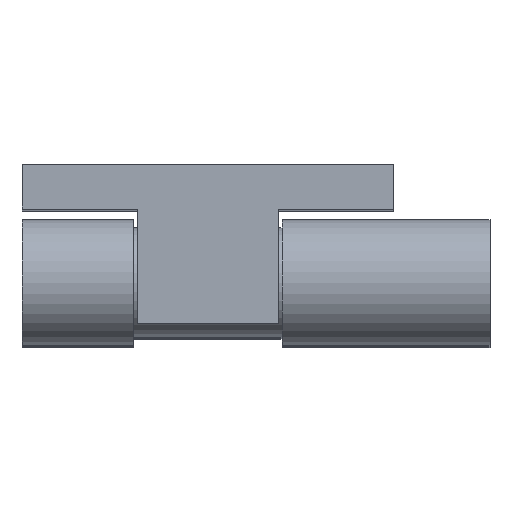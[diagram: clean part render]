
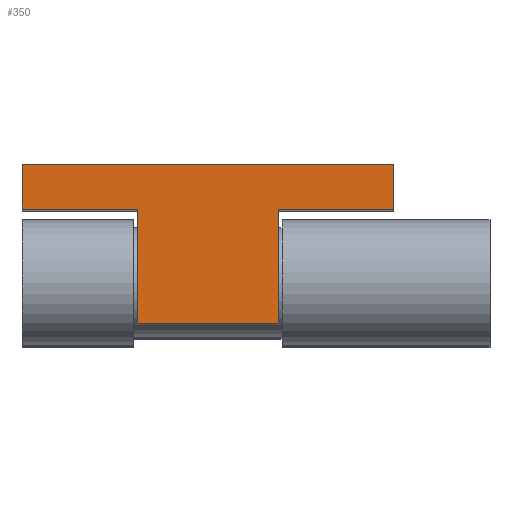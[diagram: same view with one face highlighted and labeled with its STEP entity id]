
A CAD part, top view. The second image highlights one B-rep face of the part: STEP entity #350.
In plain terms, the highlighted planar face has unit normal (0, 0, 1).
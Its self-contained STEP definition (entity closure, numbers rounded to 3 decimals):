
#350=ADVANCED_FACE('',(#875),#876,.T.);
#875=FACE_OUTER_BOUND('',#1608,.T.);
#876=PLANE('',#1609);
#1608=EDGE_LOOP('',(#2603,#2604,#2605,#2606,#2607,#2608,#2609,#2610));
#1609=AXIS2_PLACEMENT_3D('',#2611,#2612,#2613);
#2603=ORIENTED_EDGE('',*,*,#4268,.F.);
#2604=ORIENTED_EDGE('',*,*,#4288,.F.);
#2605=ORIENTED_EDGE('',*,*,#4284,.F.);
#2606=ORIENTED_EDGE('',*,*,#4280,.F.);
#2607=ORIENTED_EDGE('',*,*,#4182,.F.);
#2608=ORIENTED_EDGE('',*,*,#4208,.F.);
#2609=ORIENTED_EDGE('',*,*,#4278,.F.);
#2610=ORIENTED_EDGE('',*,*,#4273,.F.);
#2611=CARTESIAN_POINT('',(0.,0.854,7.62));
#2612=DIRECTION('',(0.0,0.0,1.0));
#2613=DIRECTION('',(1.0,0.0,0.0));
#4182=EDGE_CURVE('',#4965,#4967,#4968,.T.);
#4208=EDGE_CURVE('',#5010,#4965,#5012,.T.);
#4268=EDGE_CURVE('',#5088,#5089,#5090,.T.);
#4273=EDGE_CURVE('',#5089,#5097,#5098,.T.);
#4278=EDGE_CURVE('',#5097,#5010,#5104,.T.);
#4280=EDGE_CURVE('',#4967,#5106,#5107,.T.);
#4284=EDGE_CURVE('',#5106,#5112,#5113,.T.);
#4288=EDGE_CURVE('',#5112,#5088,#5118,.T.);
#4965=VERTEX_POINT('',#6048);
#4967=VERTEX_POINT('',#6051);
#4968=LINE('',#6052,#6053);
#5010=VERTEX_POINT('',#6113);
#5012=LINE('',#6116,#6117);
#5088=VERTEX_POINT('',#6225);
#5089=VERTEX_POINT('',#6226);
#5090=LINE('',#6227,#6228);
#5097=VERTEX_POINT('',#6238);
#5098=LINE('',#6239,#6240);
#5104=LINE('',#6249,#6250);
#5106=VERTEX_POINT('',#6252);
#5107=LINE('',#6253,#6254);
#5112=VERTEX_POINT('',#6261);
#5113=LINE('',#6262,#6263);
#5118=LINE('',#6270,#6271);
#6048=CARTESIAN_POINT('',(-0.95,-0.55,7.62));
#6051=CARTESIAN_POINT('',(-0.95,0.99,7.62));
#6052=CARTESIAN_POINT('',(-0.95,-0.55,7.62));
#6053=VECTOR('',#7304,1.0);
#6113=CARTESIAN_POINT('',(0.95,-0.55,7.62));
#6116=CARTESIAN_POINT('',(0.95,-0.55,7.62));
#6117=VECTOR('',#7339,1.0);
#6225=CARTESIAN_POINT('',(2.5,1.59,7.62));
#6226=CARTESIAN_POINT('',(2.5,0.99,7.62));
#6227=CARTESIAN_POINT('',(2.5,1.59,7.62));
#6228=VECTOR('',#7387,1.0);
#6238=CARTESIAN_POINT('',(0.95,0.99,7.62));
#6239=CARTESIAN_POINT('',(2.5,0.99,7.62));
#6240=VECTOR('',#7391,1.0);
#6249=CARTESIAN_POINT('',(0.95,0.99,7.62));
#6250=VECTOR('',#7395,1.0);
#6252=CARTESIAN_POINT('',(-2.5,0.99,7.62));
#6253=CARTESIAN_POINT('',(-0.95,0.99,7.62));
#6254=VECTOR('',#7396,1.0);
#6261=CARTESIAN_POINT('',(-2.5,1.59,7.62));
#6262=CARTESIAN_POINT('',(-2.5,0.99,7.62));
#6263=VECTOR('',#7399,1.0);
#6270=CARTESIAN_POINT('',(-2.5,1.59,7.62));
#6271=VECTOR('',#7402,1.0);
#7304=DIRECTION('',(0.,1.0,0.0));
#7339=DIRECTION('',(-1.0,0.0,0.0));
#7387=DIRECTION('',(0.0,-1.0,0.0));
#7391=DIRECTION('',(-1.0,0.0,0.0));
#7395=DIRECTION('',(0.,-1.0,0.0));
#7396=DIRECTION('',(-1.0,0.0,0.0));
#7399=DIRECTION('',(0.0,1.0,0.0));
#7402=DIRECTION('',(1.0,0.0,0.0));
